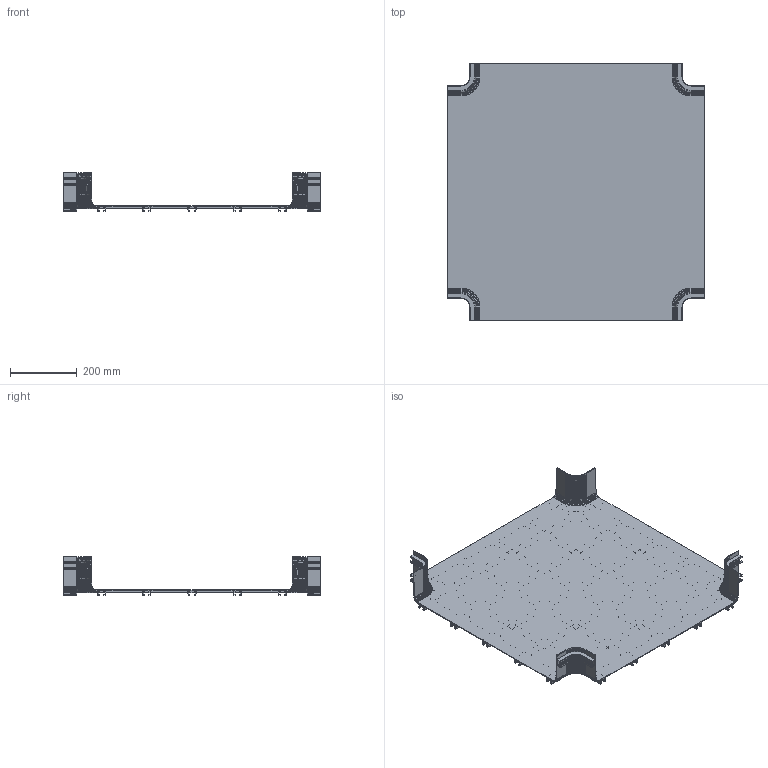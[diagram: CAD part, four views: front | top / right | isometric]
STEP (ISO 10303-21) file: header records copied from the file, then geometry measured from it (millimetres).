
FILE_DESCRIPTION(('FreeCAD Model'),'2;1');
FILE_NAME('Open CASCADE Shape Model','2022-12-06T15:20:20',('Author'),( ''),'Open CASCADE STEP processor 7.6','FreeCAD','Unknown');
FILE_SCHEMA(('AUTOMOTIVE_DESIGN { 1 0 10303 214 1 1 1 1 }'));
Products named in the file (1): DS_600_31930___________________________________________________________
_______________________________600____001001 (Solid)
Bounding box: 768.67 x 768.67 x 116.5 mm (x, y, z)
Volume: 2226000.8 mm3; surface area: 1534596.7 mm2
Topology: 1 solids, 1 shells, 9839 faces, 18691 edges, 8973 vertices
Faces by surface type: plane 9839
Entity records: 470746 total; most frequent: DIRECTION 75753, CARTESIAN_POINT 74886, LINE 56073, VECTOR 56073, ORIENTED_EDGE 37382, PCURVE 37382, DEFINITIONAL_REPRESENTATION 37382, EDGE_CURVE 18691
